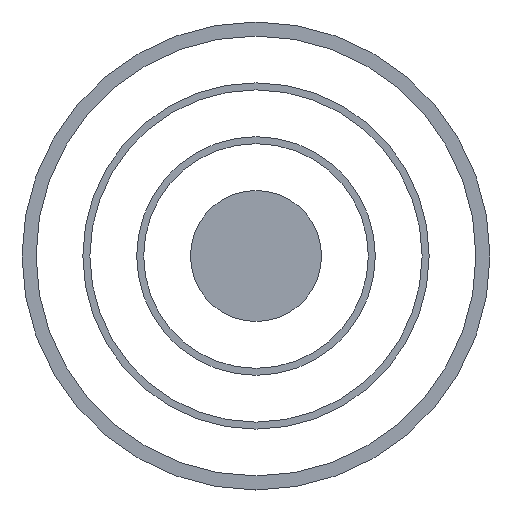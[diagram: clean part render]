
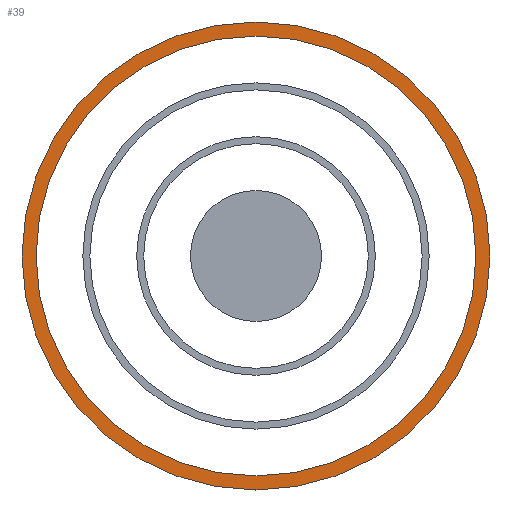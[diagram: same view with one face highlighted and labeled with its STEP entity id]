
A CAD part, top view. The second image highlights one B-rep face of the part: STEP entity #39.
In plain terms, the highlighted planar face has unit normal (0, 0, 1).
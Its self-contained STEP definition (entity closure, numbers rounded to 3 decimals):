
#6 = VERTEX_POINT ( 'NONE', #223 ) ;
#12 = AXIS2_PLACEMENT_3D ( 'NONE', #160, #513, #262 ) ;
#21 = CIRCLE ( 'NONE', #574, 4.7 ) ;
#36 = DIRECTION ( 'NONE',  ( 0., 0., 1. ) ) ;
#39 = ADVANCED_FACE ( 'NONE', ( #341, #51 ), #72, .T. ) ;
#40 = ORIENTED_EDGE ( 'NONE', *, *, #664, .T. ) ;
#51 = FACE_OUTER_BOUND ( 'NONE', #116, .T. ) ;
#53 = CARTESIAN_POINT ( 'NONE',  ( 0., 0., 0.01 ) ) ;
#65 = VERTEX_POINT ( 'NONE', #77 ) ;
#72 = PLANE ( 'NONE',  #82 ) ;
#77 = CARTESIAN_POINT ( 'NONE',  ( -4.7, 0., 0.01 ) ) ;
#82 = AXIS2_PLACEMENT_3D ( 'NONE', #388, #123, #337 ) ;
#92 = ORIENTED_EDGE ( 'NONE', *, *, #243, .F. ) ;
#94 = ORIENTED_EDGE ( 'NONE', *, *, #478, .F. ) ;
#109 = VERTEX_POINT ( 'NONE', #394 ) ;
#116 = EDGE_LOOP ( 'NONE', ( #159, #40 ) ) ;
#123 = DIRECTION ( 'NONE',  ( 0., 0., 1. ) ) ;
#159 = ORIENTED_EDGE ( 'NONE', *, *, #375, .T. ) ;
#160 = CARTESIAN_POINT ( 'NONE',  ( 0., 0., 0.01 ) ) ;
#179 = VERTEX_POINT ( 'NONE', #659 ) ;
#192 = CARTESIAN_POINT ( 'NONE',  ( 0., 0., 0.01 ) ) ;
#216 = EDGE_LOOP ( 'NONE', ( #94, #92 ) ) ;
#223 = CARTESIAN_POINT ( 'NONE',  ( 4.7, 0., 0.01 ) ) ;
#243 = EDGE_CURVE ( 'NONE', #6, #65, #21, .T. ) ;
#261 = CIRCLE ( 'NONE', #12, 5. ) ;
#262 = DIRECTION ( 'NONE',  ( 1., 0., 0. ) ) ;
#307 = AXIS2_PLACEMENT_3D ( 'NONE', #53, #615, #467 ) ;
#337 = DIRECTION ( 'NONE',  ( 1., 0., 0. ) ) ;
#341 = FACE_BOUND ( 'NONE', #216, .T. ) ;
#367 = CARTESIAN_POINT ( 'NONE',  ( 0., 0., 0.01 ) ) ;
#375 = EDGE_CURVE ( 'NONE', #109, #179, #261, .T. ) ;
#378 = DIRECTION ( 'NONE',  ( 0., 0., 1. ) ) ;
#388 = CARTESIAN_POINT ( 'NONE',  ( 0., 0., 0.01 ) ) ;
#394 = CARTESIAN_POINT ( 'NONE',  ( -5., 0., 0.01 ) ) ;
#467 = DIRECTION ( 'NONE',  ( 1., 0., 0. ) ) ;
#478 = EDGE_CURVE ( 'NONE', #65, #6, #640, .T. ) ;
#513 = DIRECTION ( 'NONE',  ( 0., 0., 1. ) ) ;
#538 = AXIS2_PLACEMENT_3D ( 'NONE', #367, #378, #572 ) ;
#572 = DIRECTION ( 'NONE',  ( 1., 0., 0. ) ) ;
#574 = AXIS2_PLACEMENT_3D ( 'NONE', #192, #36, #660 ) ;
#615 = DIRECTION ( 'NONE',  ( 0., 0., 1. ) ) ;
#638 = CIRCLE ( 'NONE', #307, 5. ) ;
#640 = CIRCLE ( 'NONE', #538, 4.7 ) ;
#659 = CARTESIAN_POINT ( 'NONE',  ( 5., 0., 0.01 ) ) ;
#660 = DIRECTION ( 'NONE',  ( 1., 0., 0. ) ) ;
#664 = EDGE_CURVE ( 'NONE', #179, #109, #638, .T. ) ;
